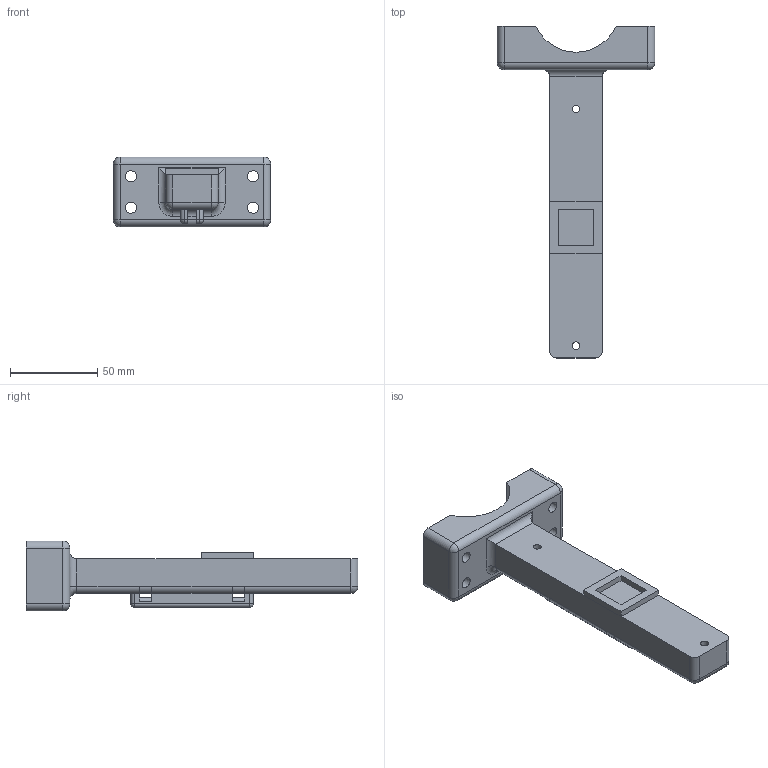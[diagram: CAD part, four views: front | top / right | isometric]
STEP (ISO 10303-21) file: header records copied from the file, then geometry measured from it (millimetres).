
FILE_DESCRIPTION(('FreeCAD Model'),'2;1');
FILE_NAME('drzak_srazkomeru.step', '2021-02-22T19:13:05',('Author'),(''), 'Open CASCADE STEP processor 7.3','FreeCAD','Unknown');
FILE_SCHEMA(('AUTOMOTIVE_DESIGN { 1 0 10303 214 1 1 1 1 }'));
Length unit declared in the file: millimetre
Products named in the file (1): Fillet001
Bounding box: 90 x 190 x 40 mm (x, y, z)
Volume: 168893.8 mm3; surface area: 33505.6 mm2
Topology: 1 solids, 1 shells, 111 faces, 287 edges, 162 vertices
Faces by surface type: plane 57, cylinder 42, sphere 10, torus 2
Full cylindrical faces by diameter (mm): 4.4 x2, 6.4 x4
Entity records: 6878 total; most frequent: CARTESIAN_POINT 1343, DIRECTION 1020, LINE 617, VECTOR 617, ORIENTED_EDGE 554, PCURVE 554, DEFINITIONAL_REPRESENTATION 554, EDGE_CURVE 277
